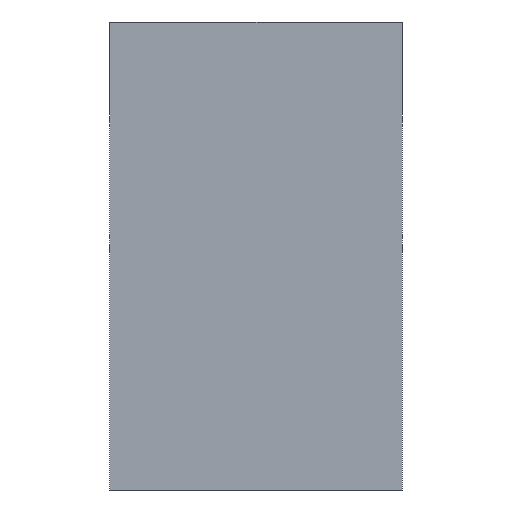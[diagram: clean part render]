
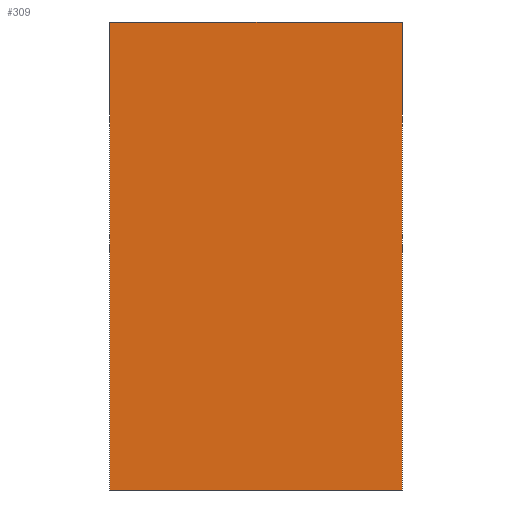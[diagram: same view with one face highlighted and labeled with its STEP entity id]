
A CAD part, left-side view. The second image highlights one B-rep face of the part: STEP entity #309.
In plain terms, the highlighted planar face has unit normal (-1, 0, 0).
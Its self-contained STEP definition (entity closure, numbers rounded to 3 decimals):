
#109=VECTOR('',#361,1.);
#114=VECTOR('',#380,1.);
#116=VECTOR('',#383,1.);
#117=VECTOR('',#384,1.);
#123=LINE('',#473,#109);
#128=LINE('',#494,#114);
#130=LINE('',#498,#116);
#131=LINE('',#499,#117);
#140=PLANE('',#333);
#153=VERTEX_POINT('',#472);
#154=VERTEX_POINT('',#474);
#160=VERTEX_POINT('',#493);
#161=VERTEX_POINT('',#495);
#183=EDGE_CURVE('',#153,#154,#123,.T.);
#193=EDGE_CURVE('',#161,#160,#128,.T.);
#195=EDGE_CURVE('',#160,#154,#130,.T.);
#196=EDGE_CURVE('',#161,#153,#131,.T.);
#235=ORIENTED_EDGE('',*,*,#195,.T.);
#236=ORIENTED_EDGE('',*,*,#183,.F.);
#237=ORIENTED_EDGE('',*,*,#196,.F.);
#238=ORIENTED_EDGE('',*,*,#193,.T.);
#268=EDGE_LOOP('',(#235,#236,#237,#238));
#292=FACE_BOUND('',#268,.T.);
#309=ADVANCED_FACE('',(#292),#140,.T.);
#333=AXIS2_PLACEMENT_3D('',#497,#382,$);
#361=DIRECTION('',(0.,0.,1.));
#380=DIRECTION('',(0.,0.,1.));
#382=DIRECTION('',(-1.,0.,0.));
#383=DIRECTION('',(0.,1.,0.));
#384=DIRECTION('',(0.,1.,0.));
#472=CARTESIAN_POINT('',(0.,20.,0.));
#473=CARTESIAN_POINT('',(0.,20.,0.));
#474=CARTESIAN_POINT('',(0.,20.,32.));
#493=CARTESIAN_POINT('',(0.,0.,32.));
#494=CARTESIAN_POINT('',(0.,0.,0.));
#495=CARTESIAN_POINT('',(0.,0.,0.));
#497=CARTESIAN_POINT('',(0.,10.,0.));
#498=CARTESIAN_POINT('',(0.,0.,32.));
#499=CARTESIAN_POINT('',(0.,0.,0.));
